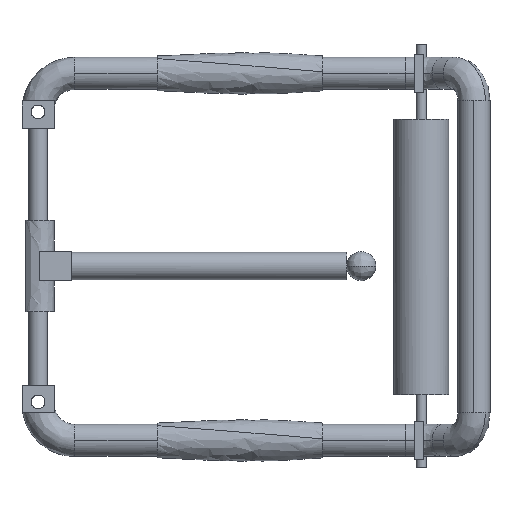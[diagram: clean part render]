
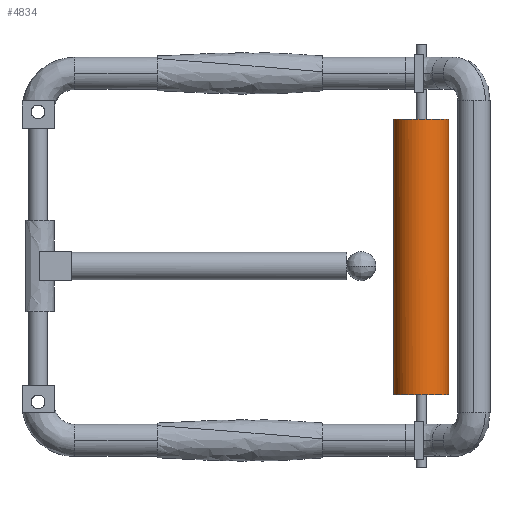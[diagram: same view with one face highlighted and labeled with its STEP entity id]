
A CAD part, front view. The second image highlights one B-rep face of the part: STEP entity #4834.
In plain terms, the highlighted free-form (B-spline) face has degree [2, 1] with [5, 2] control points.
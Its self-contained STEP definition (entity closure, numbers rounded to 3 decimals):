
#4791 = VERTEX_POINT('',#4792);
#4792 = CARTESIAN_POINT('',(-87.235,37.005,
    2.092));
#4793 = VERTEX_POINT('',#4794);
#4794 = CARTESIAN_POINT('',(-79.45,37.005,
    2.092));
#4802 = EDGE_CURVE('',#4791,#4803,#4805,.T.);
#4803 = VERTEX_POINT('',#4804);
#4804 = CARTESIAN_POINT('',(-87.235,37.005,
    41.015));
#4805 = B_SPLINE_CURVE_WITH_KNOTS('',1,(#4806,#4807),.UNSPECIFIED.,.F.,
  .F.,(2,2),(8.485,38.485),.PIECEWISE_BEZIER_KNOTS.);
#4806 = CARTESIAN_POINT('',(-87.235,37.005,
    2.092));
#4807 = CARTESIAN_POINT('',(-87.235,37.005,
    41.015));
#4810 = VERTEX_POINT('',#4811);
#4811 = CARTESIAN_POINT('',(-79.45,37.005,
    41.015));
#4819 = EDGE_CURVE('',#4793,#4810,#4820,.T.);
#4820 = B_SPLINE_CURVE_WITH_KNOTS('',1,(#4821,#4822),.UNSPECIFIED.,.F.,
  .F.,(2,2),(8.485,38.485),.PIECEWISE_BEZIER_KNOTS.);
#4821 = CARTESIAN_POINT('',(-79.45,37.005,
    2.092));
#4822 = CARTESIAN_POINT('',(-79.45,37.005,
    41.015));
#4834 = ADVANCED_FACE('',(#4835),#4855,.T.);
#4835 = FACE_BOUND('',#4836,.T.);
#4836 = EDGE_LOOP('',(#4837,#4838,#4846,#4847));
#4837 = ORIENTED_EDGE('',*,*,#4802,.F.);
#4838 = ORIENTED_EDGE('',*,*,#4839,.F.);
#4839 = EDGE_CURVE('',#4793,#4791,#4840,.T.);
#4840 = ( BOUNDED_CURVE() B_SPLINE_CURVE(2,(#4841,#4842,#4843,#4844,
#4845),.UNSPECIFIED.,.F.,.F.) B_SPLINE_CURVE_WITH_KNOTS((3,2,3),(0.,
1.571,3.142),.PIECEWISE_BEZIER_KNOTS.) CURVE() 
GEOMETRIC_REPRESENTATION_ITEM() RATIONAL_B_SPLINE_CURVE((1.,
0.707,1.,0.707,1.)) REPRESENTATION_ITEM('') );
#4841 = CARTESIAN_POINT('',(-79.45,37.005,
    2.092));
#4842 = CARTESIAN_POINT('',(-79.45,33.113,
    2.092));
#4843 = CARTESIAN_POINT('',(-83.343,33.113,2.092)
  );
#4844 = CARTESIAN_POINT('',(-87.235,33.113,
    2.092));
#4845 = CARTESIAN_POINT('',(-87.235,37.005,
    2.092));
#4846 = ORIENTED_EDGE('',*,*,#4819,.T.);
#4847 = ORIENTED_EDGE('',*,*,#4848,.F.);
#4848 = EDGE_CURVE('',#4803,#4810,#4849,.T.);
#4849 = ( BOUNDED_CURVE() B_SPLINE_CURVE(2,(#4850,#4851,#4852,#4853,
#4854),.UNSPECIFIED.,.F.,.F.) B_SPLINE_CURVE_WITH_KNOTS((3,2,3),(
    3.142,4.712,6.283),
.PIECEWISE_BEZIER_KNOTS.) CURVE() GEOMETRIC_REPRESENTATION_ITEM() 
RATIONAL_B_SPLINE_CURVE((1.,0.707,1.,0.707,1.)) 
REPRESENTATION_ITEM('') );
#4850 = CARTESIAN_POINT('',(-87.235,37.005,
    41.015));
#4851 = CARTESIAN_POINT('',(-87.235,33.113,
    41.015));
#4852 = CARTESIAN_POINT('',(-83.343,33.113,
    41.015));
#4853 = CARTESIAN_POINT('',(-79.45,33.113,
    41.015));
#4854 = CARTESIAN_POINT('',(-79.45,37.005,
    41.015));
#4855 = ( BOUNDED_SURFACE() B_SPLINE_SURFACE(2,1,(
    (#4856,#4857)
    ,(#4858,#4859)
    ,(#4860,#4861)
    ,(#4862,#4863)
    ,(#4864,#4865
)),.UNSPECIFIED.,.F.,.F.,.F.) B_SPLINE_SURFACE_WITH_KNOTS((3,2,3),(2,2),
  (3.142,4.712,6.283),(8.485,
    38.485),.PIECEWISE_BEZIER_KNOTS.) 
GEOMETRIC_REPRESENTATION_ITEM() RATIONAL_B_SPLINE_SURFACE((
    (1.,1.)
    ,(0.707,0.707)
    ,(1.,1.)
    ,(0.707,0.707)
,(1.,1.))) REPRESENTATION_ITEM('') SURFACE() );
#4856 = CARTESIAN_POINT('',(-87.235,37.005,
    2.092));
#4857 = CARTESIAN_POINT('',(-87.235,37.005,
    41.015));
#4858 = CARTESIAN_POINT('',(-87.235,33.113,
    2.092));
#4859 = CARTESIAN_POINT('',(-87.235,33.113,
    41.015));
#4860 = CARTESIAN_POINT('',(-83.343,33.113,2.092)
  );
#4861 = CARTESIAN_POINT('',(-83.343,33.113,
    41.015));
#4862 = CARTESIAN_POINT('',(-79.45,33.113,
    2.092));
#4863 = CARTESIAN_POINT('',(-79.45,33.113,
    41.015));
#4864 = CARTESIAN_POINT('',(-79.45,37.005,
    2.092));
#4865 = CARTESIAN_POINT('',(-79.45,37.005,
    41.015));
